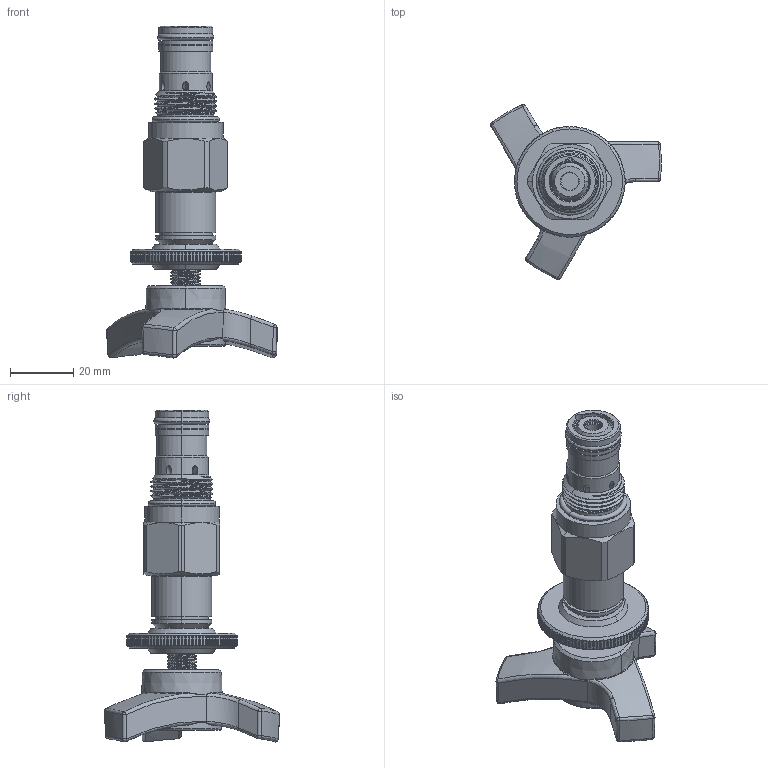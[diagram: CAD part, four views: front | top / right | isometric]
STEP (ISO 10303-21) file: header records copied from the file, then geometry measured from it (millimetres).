
FILE_DESCRIPTION (( 'STEP AP203' ), '1' );
FILE_NAME ('FR20MC20-T.STEP', '2020-03-19T08:00:40', ( '' ), ( '' ), 'SwSTEP 2.0', 'SolidWorks 2018', '' );
FILE_SCHEMA (( 'CONFIG_CONTROL_DESIGN' ));
Length unit declared in the file: millimetre
Products named in the file (1): FR20MC20-T
Bounding box: 54.02 x 55.33 x 105.05 mm (x, y, z)
Volume: 44485.1 mm3; surface area: 14826.1 mm2
Topology: 3 solids, 3 shells, 756 faces, 1988 edges, 1256 vertices
Faces by surface type: plane 323, cylinder 214, bspline 85, cone 60, sphere 40, torus 34
Entity records: 30984 total; most frequent: CARTESIAN_POINT 13539, ORIENTED_EDGE 3934, DIRECTION 3277, EDGE_CURVE 1967, AXIS2_PLACEMENT_3D 1288, VERTEX_POINT 1250, EDGE_LOOP 797, FACE_OUTER_BOUND 756
